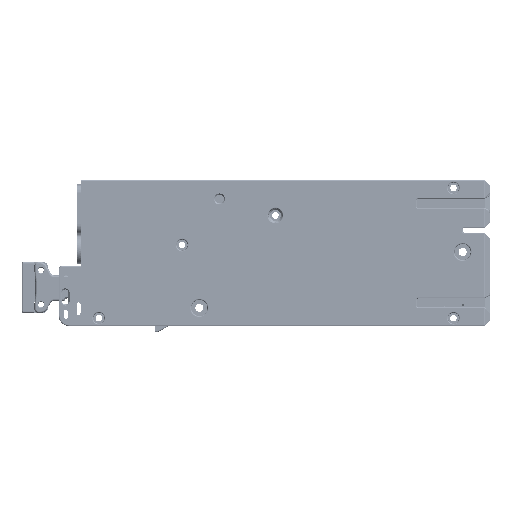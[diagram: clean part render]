
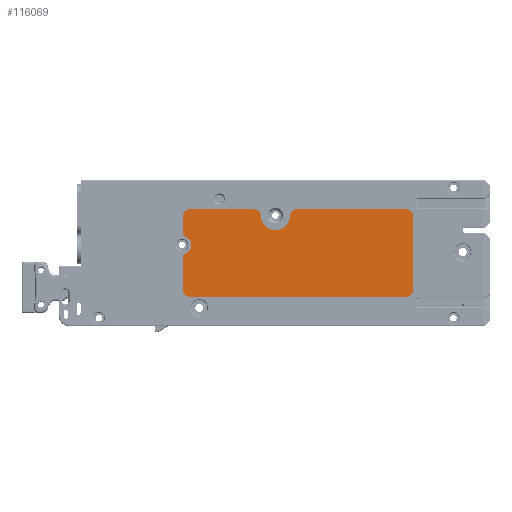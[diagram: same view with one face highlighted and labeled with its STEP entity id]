
A CAD part, left-side view. The second image highlights one B-rep face of the part: STEP entity #116069.
In plain terms, the highlighted planar face has unit normal (-1, 0, 0).
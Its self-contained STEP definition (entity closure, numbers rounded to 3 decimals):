
#78293=CARTESIAN_POINT('',(-138.6,83.,
-21.088));
#78294=DIRECTION('',(-1.,0.,0.));
#78295=DIRECTION('',(0.,0.343,0.939));
#78296=AXIS2_PLACEMENT_3D('',#78293,#78294,#78295);
#78301=CARTESIAN_POINT('',(-138.6,84.2,-17.8));
#78302=DIRECTION('',(1.,0.,0.));
#78303=DIRECTION('',(0.,-1.,0.));
#78304=AXIS2_PLACEMENT_3D('',#78301,#78302,#78303);
#78309=CARTESIAN_POINT('',(-138.6,84.2,-17.8));
#78310=DIRECTION('',(1.,0.,0.));
#78311=DIRECTION('',(0.,-0.343,0.939));
#78312=AXIS2_PLACEMENT_3D('',#78309,#78310,#78311);
#78317=CARTESIAN_POINT('',(-138.6,83.,
-14.512));
#78318=DIRECTION('',(-1.,0.,0.));
#78319=DIRECTION('',(0.,1.,0.));
#78320=AXIS2_PLACEMENT_3D('',#78317,#78318,#78319);
#78325=DIRECTION('',(0.,0.,-1.));
#78326=VECTOR('',#78325,4.512);
#78327=CARTESIAN_POINT('',(-138.6,84.,-10.));
#78328=LINE('',#78327,#78326);
#78332=CARTESIAN_POINT('',(-138.6,82.,-10.));
#78333=DIRECTION('',(-1.,0.,0.));
#78334=DIRECTION('',(0.,0.,1.));
#78335=AXIS2_PLACEMENT_3D('',#78332,#78333,#78334);
#78340=CARTESIAN_POINT('',(-138.6,64.693,-10.));
#78341=DIRECTION('',(-1.,0.,0.));
#78342=DIRECTION('',(0.,-0.999,0.05));
#78343=AXIS2_PLACEMENT_3D('',#78340,#78341,#78342);
#78348=CARTESIAN_POINT('',(-138.6,58.7,-9.7));
#78349=DIRECTION('',(1.,0.,0.));
#78350=DIRECTION('',(0.,-0.999,-0.05));
#78351=AXIS2_PLACEMENT_3D('',#78348,#78349,#78350);
#78356=CARTESIAN_POINT('',(-138.6,52.708,-10.));
#78357=DIRECTION('',(-1.,0.,0.));
#78358=DIRECTION('',(0.,0.,1.));
#78359=AXIS2_PLACEMENT_3D('',#78356,#78357,#78358);
#78364=CARTESIAN_POINT('',(-138.6,23.,-10.));
#78365=DIRECTION('',(-1.,0.,0.));
#78366=DIRECTION('',(0.,-1.,0.));
#78367=AXIS2_PLACEMENT_3D('',#78364,#78365,#78366);
#78372=CARTESIAN_POINT('',(-138.6,23.,-30.));
#78373=DIRECTION('',(-1.,0.,0.));
#78374=DIRECTION('',(0.,0.,-1.));
#78375=AXIS2_PLACEMENT_3D('',#78372,#78373,#78374);
#78380=CARTESIAN_POINT('',(-138.6,82.,-30.));
#78381=DIRECTION('',(-1.,0.,0.));
#78382=DIRECTION('',(0.,1.,0.));
#78383=AXIS2_PLACEMENT_3D('',#78380,#78381,#78382);
#78395=DIRECTION('',(0.,0.,-1.));
#78396=VECTOR('',#78395,8.912);
#78397=CARTESIAN_POINT('',(-138.6,84.,
-21.088));
#78398=LINE('',#78397,#78396);
#78430=DIRECTION('',(0.,-1.,0.));
#78431=VECTOR('',#78430,59.);
#78432=CARTESIAN_POINT('',(-138.6,82.,-32.));
#78433=LINE('',#78432,#78431);
#78458=DIRECTION('',(0.,0.,1.));
#78459=VECTOR('',#78458,20.);
#78460=CARTESIAN_POINT('',(-138.6,21.,-30.));
#78461=LINE('',#78460,#78459);
#78486=DIRECTION('',(0.,1.,0.));
#78487=VECTOR('',#78486,29.708);
#78488=CARTESIAN_POINT('',(-138.6,23.,-8.));
#78489=LINE('',#78488,#78487);
#78528=DIRECTION('',(0.,1.,0.));
#78529=VECTOR('',#78528,17.308);
#78530=CARTESIAN_POINT('',(-138.6,64.693,-8.));
#78531=LINE('',#78530,#78529);
#85216=CARTESIAN_POINT('',(-138.6,84.,
-14.512));
#85217=VERTEX_POINT('',#85216);
#85218=CARTESIAN_POINT('',(-138.6,84.,-10.));
#85219=VERTEX_POINT('',#85218);
#85220=CARTESIAN_POINT('',(-138.6,83.343,
-15.452));
#85221=VERTEX_POINT('',#85220);
#85222=CARTESIAN_POINT('',(-138.6,83.343,
-20.148));
#85223=CARTESIAN_POINT('',(-138.6,84.,
-21.088));
#85224=VERTEX_POINT('',#85222);
#85225=VERTEX_POINT('',#85223);
#85226=CARTESIAN_POINT('',(-138.6,81.7,-17.8));
#85227=VERTEX_POINT('',#85226);
#85228=CARTESIAN_POINT('',(-138.6,82.,-8.));
#85229=VERTEX_POINT('',#85228);
#85230=CARTESIAN_POINT('',(-138.6,64.693,-8.));
#85231=VERTEX_POINT('',#85230);
#85232=CARTESIAN_POINT('',(-138.6,62.695,
-9.9));
#85233=VERTEX_POINT('',#85232);
#85234=CARTESIAN_POINT('',(-138.6,54.705,
-9.9));
#85235=VERTEX_POINT('',#85234);
#85236=CARTESIAN_POINT('',(-138.6,52.708,-8.));
#85237=VERTEX_POINT('',#85236);
#85238=CARTESIAN_POINT('',(-138.6,23.,-8.));
#85239=VERTEX_POINT('',#85238);
#85240=CARTESIAN_POINT('',(-138.6,21.,-10.));
#85241=VERTEX_POINT('',#85240);
#85242=CARTESIAN_POINT('',(-138.6,21.,-30.));
#85243=VERTEX_POINT('',#85242);
#85244=CARTESIAN_POINT('',(-138.6,23.,-32.));
#85245=VERTEX_POINT('',#85244);
#85246=CARTESIAN_POINT('',(-138.6,82.,-32.));
#85247=VERTEX_POINT('',#85246);
#85248=CARTESIAN_POINT('',(-138.6,84.,-30.));
#85249=VERTEX_POINT('',#85248);
#116030=CARTESIAN_POINT('',(-138.6,52.5,-20.));
#116031=DIRECTION('',(1.,0.,0.));
#116032=DIRECTION('',(0.,1.,0.));
#116033=AXIS2_PLACEMENT_3D('',#116030,#116031,#116032);
#116034=PLANE('',#116033);
#116036=ORIENTED_EDGE('',*,*,#116035,.F.);
#116038=ORIENTED_EDGE('',*,*,#116037,.F.);
#116040=ORIENTED_EDGE('',*,*,#116039,.F.);
#116041=ORIENTED_EDGE('',*,*,#116022,.F.);
#116042=ORIENTED_EDGE('',*,*,#116011,.F.);
#116044=ORIENTED_EDGE('',*,*,#116043,.F.);
#116046=ORIENTED_EDGE('',*,*,#116045,.F.);
#116048=ORIENTED_EDGE('',*,*,#116047,.F.);
#116050=ORIENTED_EDGE('',*,*,#116049,.F.);
#116052=ORIENTED_EDGE('',*,*,#116051,.F.);
#116054=ORIENTED_EDGE('',*,*,#116053,.F.);
#116056=ORIENTED_EDGE('',*,*,#116055,.F.);
#116058=ORIENTED_EDGE('',*,*,#116057,.F.);
#116060=ORIENTED_EDGE('',*,*,#116059,.F.);
#116062=ORIENTED_EDGE('',*,*,#116061,.F.);
#116064=ORIENTED_EDGE('',*,*,#116063,.F.);
#116066=ORIENTED_EDGE('',*,*,#116065,.F.);
#116067=EDGE_LOOP('',(#116036,#116038,#116040,#116041,#116042,#116044,#116046,
#116048,#116050,#116052,#116054,#116056,#116058,#116060,#116062,#116064,
#116066));
#116068=FACE_OUTER_BOUND('',#116067,.F.);
#116069=ADVANCED_FACE('',(#116068),#116034,.F.);
#78297=CIRCLE('',#78296,1.);
#78305=CIRCLE('',#78304,2.5);
#78313=CIRCLE('',#78312,2.5);
#78321=CIRCLE('',#78320,1.);
#78336=CIRCLE('',#78335,2.);
#78344=CIRCLE('',#78343,2.);
#78352=CIRCLE('',#78351,4.);
#78360=CIRCLE('',#78359,2.);
#78368=CIRCLE('',#78367,2.);
#78376=CIRCLE('',#78375,2.);
#78384=CIRCLE('',#78383,2.);
#116011=EDGE_CURVE('',#85219,#85217,#78328,.T.);
#116022=EDGE_CURVE('',#85217,#85221,#78321,.T.);
#116035=EDGE_CURVE('',#85224,#85225,#78297,.T.);
#116037=EDGE_CURVE('',#85227,#85224,#78305,.T.);
#116039=EDGE_CURVE('',#85221,#85227,#78313,.T.);
#116043=EDGE_CURVE('',#85229,#85219,#78336,.T.);
#116045=EDGE_CURVE('',#85231,#85229,#78531,.T.);
#116047=EDGE_CURVE('',#85233,#85231,#78344,.T.);
#116049=EDGE_CURVE('',#85235,#85233,#78352,.T.);
#116051=EDGE_CURVE('',#85237,#85235,#78360,.T.);
#116053=EDGE_CURVE('',#85239,#85237,#78489,.T.);
#116055=EDGE_CURVE('',#85241,#85239,#78368,.T.);
#116057=EDGE_CURVE('',#85243,#85241,#78461,.T.);
#116059=EDGE_CURVE('',#85245,#85243,#78376,.T.);
#116061=EDGE_CURVE('',#85247,#85245,#78433,.T.);
#116063=EDGE_CURVE('',#85249,#85247,#78384,.T.);
#116065=EDGE_CURVE('',#85225,#85249,#78398,.T.);
